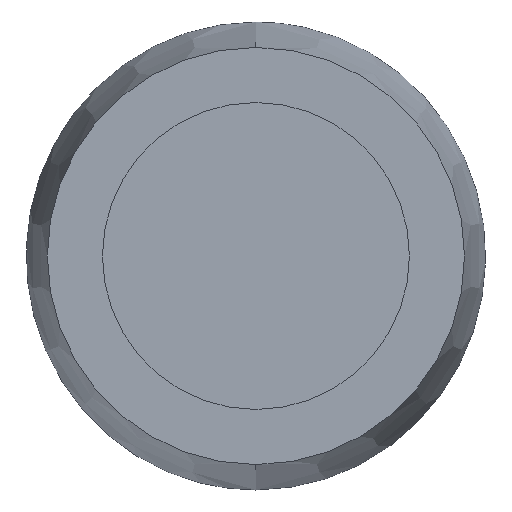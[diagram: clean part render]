
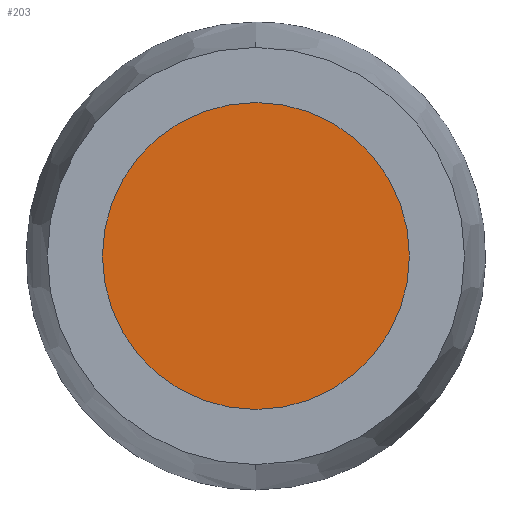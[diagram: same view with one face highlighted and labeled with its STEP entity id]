
A CAD part, front view. The second image highlights one B-rep face of the part: STEP entity #203.
In plain terms, the highlighted planar face has unit normal (0, -1, 0).
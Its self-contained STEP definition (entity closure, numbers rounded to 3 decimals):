
#1 = ORIENTED_EDGE ( 'NONE', *, *, #51, .T. ) ;
#2 = AXIS2_PLACEMENT_3D ( 'NONE', #250, #53, #288 ) ;
#8 = PLANE ( 'NONE',  #173 ) ;
#9 = DIRECTION ( 'NONE',  ( 0., -1., 0. ) ) ;
#30 = AXIS2_PLACEMENT_3D ( 'NONE', #82, #209, #145 ) ;
#37 = VERTEX_POINT ( 'NONE', #291 ) ;
#51 = EDGE_CURVE ( 'NONE', #242, #37, #69, .T. ) ;
#53 = DIRECTION ( 'NONE',  ( 0., -1., 0. ) ) ;
#69 = CIRCLE ( 'NONE', #30, 9.2 ) ;
#82 = CARTESIAN_POINT ( 'NONE',  ( 0., 2., 0. ) ) ;
#103 = EDGE_LOOP ( 'NONE', ( #1, #129 ) ) ;
#105 = FACE_OUTER_BOUND ( 'NONE', #103, .T. ) ;
#106 = CARTESIAN_POINT ( 'NONE',  ( 0., 2., 0. ) ) ;
#129 = ORIENTED_EDGE ( 'NONE', *, *, #186, .T. ) ;
#145 = DIRECTION ( 'NONE',  ( 0., 0., -1. ) ) ;
#173 = AXIS2_PLACEMENT_3D ( 'NONE', #106, #9, #283 ) ;
#186 = EDGE_CURVE ( 'NONE', #37, #242, #269, .T. ) ;
#203 = ADVANCED_FACE ( 'NONE', ( #105 ), #8, .T. ) ;
#209 = DIRECTION ( 'NONE',  ( 0., -1., 0. ) ) ;
#233 = CARTESIAN_POINT ( 'NONE',  ( 0., 2., -9.2 ) ) ;
#242 = VERTEX_POINT ( 'NONE', #233 ) ;
#250 = CARTESIAN_POINT ( 'NONE',  ( 0., 2., 0. ) ) ;
#269 = CIRCLE ( 'NONE', #2, 9.2 ) ;
#283 = DIRECTION ( 'NONE',  ( 0., 0., -1. ) ) ;
#288 = DIRECTION ( 'NONE',  ( 0., 0., -1. ) ) ;
#291 = CARTESIAN_POINT ( 'NONE',  ( 0., 2., 9.2 ) ) ;
